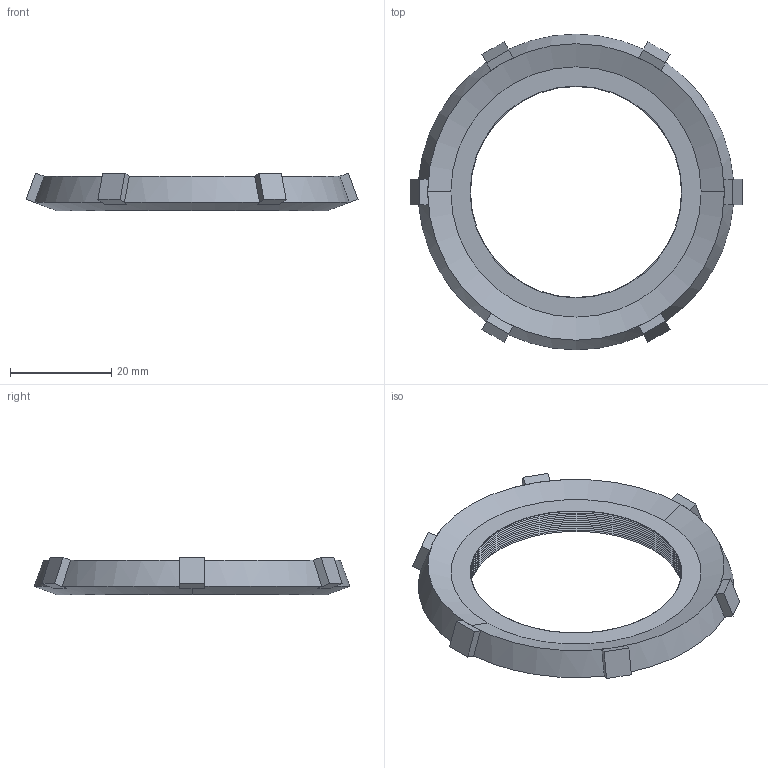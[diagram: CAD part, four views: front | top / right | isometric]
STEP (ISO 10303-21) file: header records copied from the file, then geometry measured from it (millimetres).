
FILE_DESCRIPTION (( 'STEP AP203' ), '1' );
FILE_NAME ('NN-10-ST.STEP', '2010-05-26T19:11:49', ( 'Owner' ), ( '' ), 'SwSTEP 2.0', 'SolidWorks 2008', '' );
FILE_SCHEMA (( 'CONFIG_CONTROL_DESIGN' ));
Length unit declared in the file: inch
Products named in the file (1): NN-10-ST
Bounding box: 65.7 x 62.48 x 7.44 mm (x, y, z)
Volume: 8372.8 mm3; surface area: 5753.9 mm2
Topology: 1 solids, 1 shells, 100 faces, 234 edges, 136 vertices
Faces by surface type: cone 54, plane 44, torus 2
Entity records: 2921 total; most frequent: CARTESIAN_POINT 633, ORIENTED_EDGE 468, DIRECTION 454, EDGE_CURVE 234, AXIS2_PLACEMENT_3D 167, VERTEX_POINT 136, VECTOR 120, LINE 120
